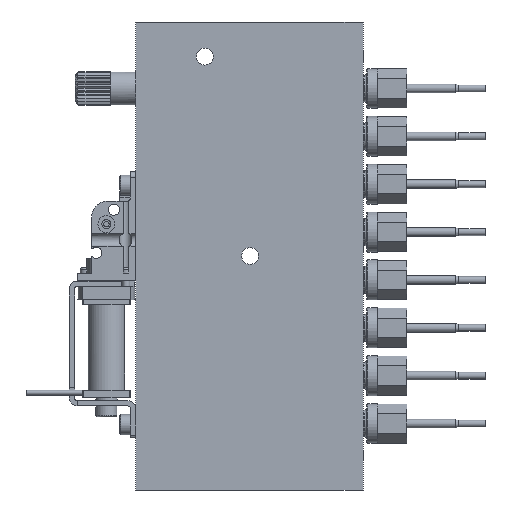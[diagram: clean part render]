
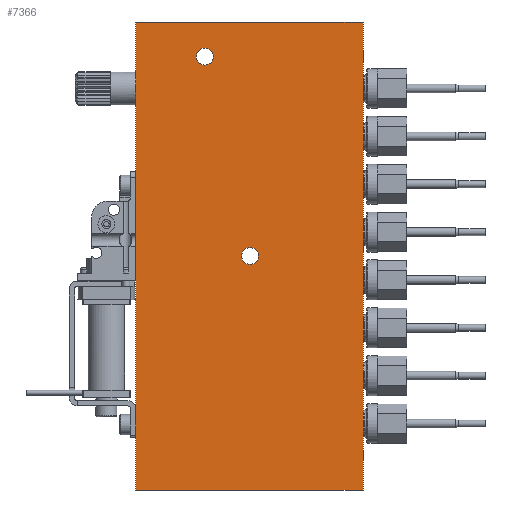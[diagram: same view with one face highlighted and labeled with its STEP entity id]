
A CAD part, left-side view. The second image highlights one B-rep face of the part: STEP entity #7366.
In plain terms, the highlighted face is planar.
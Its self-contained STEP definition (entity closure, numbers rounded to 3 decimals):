
#62=PLANE('',#9322);
#424=LINE('',#12761,#1053);
#428=LINE('',#12789,#1057);
#431=LINE('',#12795,#1060);
#433=LINE('',#12806,#1062);
#1053=VECTOR('',#10229,1000.);
#1057=VECTOR('',#10255,1000.);
#1060=VECTOR('',#10260,1000.);
#1062=VECTOR('',#10272,1000.);
#1815=CIRCLE('',#9323,1.6);
#1816=CIRCLE('',#9324,1.6);
#2285=ORIENTED_EDGE('',*,*,#4310,.T.);
#2286=ORIENTED_EDGE('',*,*,#4311,.T.);
#2287=ORIENTED_EDGE('',*,*,#4286,.T.);
#2288=ORIENTED_EDGE('',*,*,#4300,.T.);
#2289=ORIENTED_EDGE('',*,*,#4303,.T.);
#2290=ORIENTED_EDGE('',*,*,#4309,.T.);
#4286=EDGE_CURVE('',#5290,#5289,#424,.T.);
#4300=EDGE_CURVE('',#5289,#5302,#428,.T.);
#4303=EDGE_CURVE('',#5302,#5304,#431,.T.);
#4309=EDGE_CURVE('',#5304,#5290,#433,.T.);
#4310=EDGE_CURVE('',#5309,#5309,#1815,.T.);
#4311=EDGE_CURVE('',#5310,#5310,#1816,.T.);
#5289=VERTEX_POINT('',#12760);
#5290=VERTEX_POINT('',#12762);
#5302=VERTEX_POINT('',#12788);
#5304=VERTEX_POINT('',#12794);
#5309=VERTEX_POINT('',#12809);
#5310=VERTEX_POINT('',#12811);
#5988=EDGE_LOOP('',(#2285));
#5989=EDGE_LOOP('',(#2286));
#5990=EDGE_LOOP('',(#2287,#2288,#2289,#2290));
#6668=FACE_BOUND('',#5988,.T.);
#6669=FACE_BOUND('',#5989,.T.);
#6670=FACE_BOUND('',#5990,.T.);
#7366=ADVANCED_FACE('',(#6668,#6669,#6670),#62,.T.);
#9322=AXIS2_PLACEMENT_3D('',#12807,#10273,#10274);
#9323=AXIS2_PLACEMENT_3D('',#12808,#10275,#10276);
#9324=AXIS2_PLACEMENT_3D('',#12810,#10277,#10278);
#10229=DIRECTION('',(0.,-1.,0.));
#10255=DIRECTION('',(1.,0.,0.));
#10260=DIRECTION('',(0.,1.,0.));
#10272=DIRECTION('',(-1.,0.,0.));
#10273=DIRECTION('',(0.,0.,1.));
#10274=DIRECTION('',(1.,0.,0.));
#10275=DIRECTION('',(0.,0.,-1.));
#10276=DIRECTION('',(-1.,0.,0.));
#10277=DIRECTION('',(0.,0.,-1.));
#10278=DIRECTION('',(-1.,0.,0.));
#12760=CARTESIAN_POINT('',(-44.,-42.75,4.5));
#12761=CARTESIAN_POINT('',(-44.,0.,4.5));
#12762=CARTESIAN_POINT('',(-44.,0.,4.5));
#12788=CARTESIAN_POINT('',(44.,-42.75,4.5));
#12789=CARTESIAN_POINT('',(-44.,-42.75,4.5));
#12794=CARTESIAN_POINT('',(44.,0.,4.5));
#12795=CARTESIAN_POINT('',(44.,-42.75,4.5));
#12806=CARTESIAN_POINT('',(44.,0.,4.5));
#12807=CARTESIAN_POINT('',(0.,0.,4.5));
#12808=CARTESIAN_POINT('',(37.5,-13.,4.5));
#12809=CARTESIAN_POINT('',(35.9,-13.,4.5));
#12810=CARTESIAN_POINT('',(0.,-21.5,4.5));
#12811=CARTESIAN_POINT('',(-1.6,-21.5,4.5));
